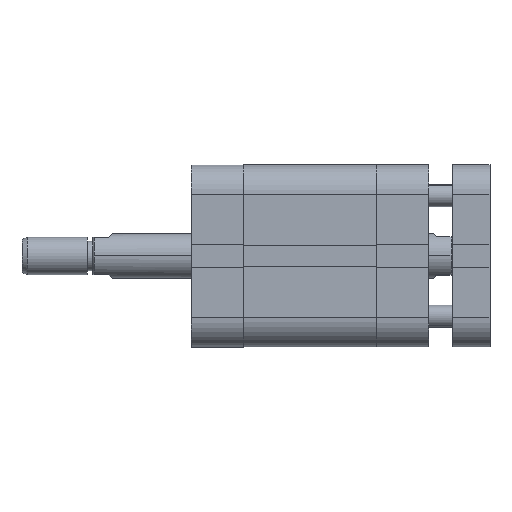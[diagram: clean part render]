
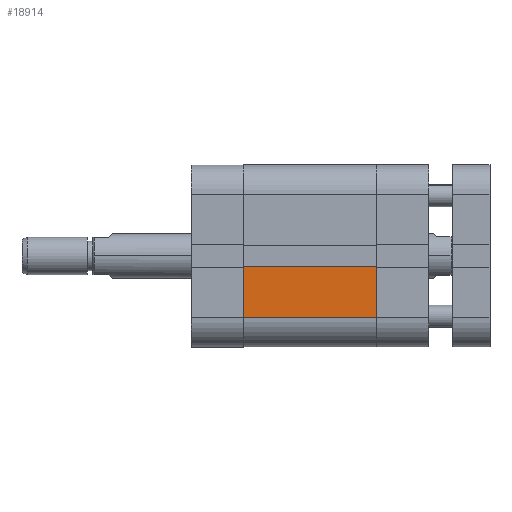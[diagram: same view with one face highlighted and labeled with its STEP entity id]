
A CAD part, front view. The second image highlights one B-rep face of the part: STEP entity #18914.
In plain terms, the highlighted planar face has unit normal (0, -1, 0).
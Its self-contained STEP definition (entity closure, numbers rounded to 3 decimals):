
#445 = AXIS2_PLACEMENT_3D ( 'NONE', #12782, #33339, #9695 ) ;
#4367 = VECTOR ( 'NONE', #6177, 1000. ) ;
#5714 = EDGE_CURVE ( 'NONE', #25125, #24947, #13396, .T. ) ;
#6177 = DIRECTION ( 'NONE',  ( 1., 0., 0. ) ) ;
#6369 = CARTESIAN_POINT ( 'NONE',  ( 0., -24.5, -16.5 ) ) ;
#8147 = CARTESIAN_POINT ( 'NONE',  ( 0., -24.5, -24.5 ) ) ;
#8300 = VERTEX_POINT ( 'NONE', #19780 ) ;
#8420 = EDGE_CURVE ( 'NONE', #24947, #8300, #21114, .T. ) ;
#8994 = EDGE_CURVE ( 'NONE', #26466, #8300, #29805, .T. ) ;
#9695 = DIRECTION ( 'NONE',  ( 0., 0., 1. ) ) ;
#11103 = CARTESIAN_POINT ( 'NONE',  ( 36.001, -24.5, -2.8 ) ) ;
#11474 = LINE ( 'NONE', #11103, #11568 ) ;
#11568 = VECTOR ( 'NONE', #34749, 1000. ) ;
#11837 = CARTESIAN_POINT ( 'NONE',  ( 36., -24.5, -2.8 ) ) ;
#12782 = CARTESIAN_POINT ( 'NONE',  ( 36., -24.5, -24.5 ) ) ;
#13072 = VECTOR ( 'NONE', #14651, 1000. ) ;
#13396 = LINE ( 'NONE', #8147, #24040 ) ;
#14651 = DIRECTION ( 'NONE',  ( 0., 0., -1. ) ) ;
#15881 = ORIENTED_EDGE ( 'NONE', *, *, #8420, .T. ) ;
#18456 = EDGE_CURVE ( 'NONE', #26466, #25125, #11474, .T. ) ;
#18896 = CARTESIAN_POINT ( 'NONE',  ( 0., -24.5, -2.8 ) ) ;
#18914 = ADVANCED_FACE ( 'NONE', ( #36048 ), #36432, .F. ) ;
#19780 = CARTESIAN_POINT ( 'NONE',  ( 36., -24.5, -16.5 ) ) ;
#21114 = LINE ( 'NONE', #35642, #4367 ) ;
#24040 = VECTOR ( 'NONE', #28154, 1000. ) ;
#24947 = VERTEX_POINT ( 'NONE', #6369 ) ;
#25125 = VERTEX_POINT ( 'NONE', #18896 ) ;
#26293 = CARTESIAN_POINT ( 'NONE',  ( 36., -24.5, -24.5 ) ) ;
#26466 = VERTEX_POINT ( 'NONE', #11837 ) ;
#28154 = DIRECTION ( 'NONE',  ( 0., 0., -1. ) ) ;
#28466 = EDGE_LOOP ( 'NONE', ( #30082, #34807, #15881, #29018 ) ) ;
#29018 = ORIENTED_EDGE ( 'NONE', *, *, #8994, .F. ) ;
#29805 = LINE ( 'NONE', #26293, #13072 ) ;
#30082 = ORIENTED_EDGE ( 'NONE', *, *, #18456, .T. ) ;
#33339 = DIRECTION ( 'NONE',  ( 0., 1., 0. ) ) ;
#34749 = DIRECTION ( 'NONE',  ( -1., 0., 0. ) ) ;
#34807 = ORIENTED_EDGE ( 'NONE', *, *, #5714, .T. ) ;
#35642 = CARTESIAN_POINT ( 'NONE',  ( 36., -24.5, -16.5 ) ) ;
#36048 = FACE_OUTER_BOUND ( 'NONE', #28466, .T. ) ;
#36432 = PLANE ( 'NONE',  #445 ) ;
